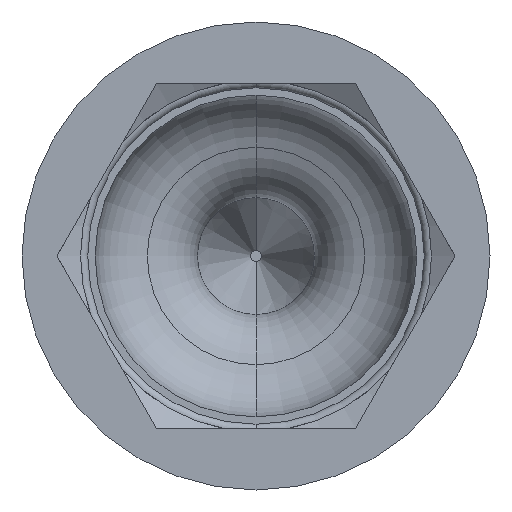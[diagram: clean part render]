
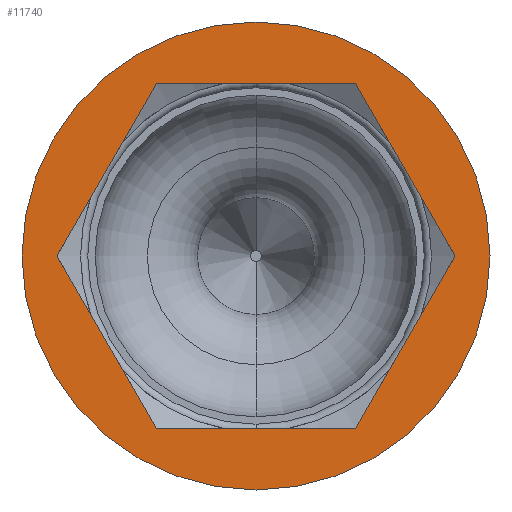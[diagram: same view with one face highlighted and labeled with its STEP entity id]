
A CAD part, front view. The second image highlights one B-rep face of the part: STEP entity #11740.
In plain terms, the highlighted planar face has unit normal (0, -1, 0).
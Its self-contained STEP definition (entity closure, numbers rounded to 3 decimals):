
#209 = AXIS2_PLACEMENT_3D ( 'NONE', #7535, #5140, #12912 ) ;
#261 = EDGE_CURVE ( 'NONE', #4874, #288, #11371, .T. ) ;
#266 = CIRCLE ( 'NONE', #10621, 13.6 ) ;
#288 = VERTEX_POINT ( 'NONE', #7763 ) ;
#403 = CIRCLE ( 'NONE', #209, 13.6 ) ;
#434 = DIRECTION ( 'NONE',  ( 0., 0., 1. ) ) ;
#481 = DIRECTION ( 'NONE',  ( 0., 1., 0. ) ) ;
#564 = AXIS2_PLACEMENT_3D ( 'NONE', #4202, #10750, #14139 ) ;
#726 = CARTESIAN_POINT ( 'NONE',  ( -6.762, 0., -11.8 ) ) ;
#835 = EDGE_CURVE ( 'NONE', #7294, #7140, #11879, .T. ) ;
#1016 = CIRCLE ( 'NONE', #8756, 13.6 ) ;
#1029 = DIRECTION ( 'NONE',  ( 0., 0., 1. ) ) ;
#1054 = CIRCLE ( 'NONE', #12089, 13.6 ) ;
#1132 = CARTESIAN_POINT ( 'NONE',  ( -6.813, 0., 11.8 ) ) ;
#1136 = ORIENTED_EDGE ( 'NONE', *, *, #11402, .F. ) ;
#1349 = CARTESIAN_POINT ( 'NONE',  ( -13.625, 0., 0. ) ) ;
#1463 = CARTESIAN_POINT ( 'NONE',  ( 13.6, 0., 0. ) ) ;
#1475 = CARTESIAN_POINT ( 'NONE',  ( 6.762, 0., 11.8 ) ) ;
#1660 = DIRECTION ( 'NONE',  ( 0., 1., 0. ) ) ;
#1737 = LINE ( 'NONE', #14161, #13195 ) ;
#2050 = EDGE_CURVE ( 'NONE', #12961, #9787, #4079, .T. ) ;
#2077 = ORIENTED_EDGE ( 'NONE', *, *, #9793, .F. ) ;
#2111 = ORIENTED_EDGE ( 'NONE', *, *, #3624, .T. ) ;
#2365 = VECTOR ( 'NONE', #5408, 1000. ) ;
#2728 = DIRECTION ( 'NONE',  ( 0., 0., 1. ) ) ;
#3155 = DIRECTION ( 'NONE',  ( 0., 1., 0. ) ) ;
#3194 = CARTESIAN_POINT ( 'NONE',  ( 6.813, 0., -11.8 ) ) ;
#3624 = EDGE_CURVE ( 'NONE', #9955, #7140, #403, .T. ) ;
#3685 = VECTOR ( 'NONE', #7137, 1000. ) ;
#3968 = EDGE_CURVE ( 'NONE', #8301, #10127, #6290, .T. ) ;
#4009 = CARTESIAN_POINT ( 'NONE',  ( -6.838, 0., -11.756 ) ) ;
#4079 = LINE ( 'NONE', #1349, #5112 ) ;
#4202 = CARTESIAN_POINT ( 'NONE',  ( 0., 0., 0. ) ) ;
#4347 = ORIENTED_EDGE ( 'NONE', *, *, #10082, .T. ) ;
#4603 = ORIENTED_EDGE ( 'NONE', *, *, #10345, .F. ) ;
#4835 = CARTESIAN_POINT ( 'NONE',  ( 0., 0., 0. ) ) ;
#4846 = LINE ( 'NONE', #6577, #11107 ) ;
#4874 = VERTEX_POINT ( 'NONE', #6376 ) ;
#4886 = AXIS2_PLACEMENT_3D ( 'NONE', #11668, #11622, #7184 ) ;
#4898 = DIRECTION ( 'NONE',  ( 0., 1., 0. ) ) ;
#5093 = ORIENTED_EDGE ( 'NONE', *, *, #835, .F. ) ;
#5097 = ORIENTED_EDGE ( 'NONE', *, *, #5626, .T. ) ;
#5112 = VECTOR ( 'NONE', #11407, 1000. ) ;
#5140 = DIRECTION ( 'NONE',  ( 0., 1., 0. ) ) ;
#5204 = CIRCLE ( 'NONE', #6872, 13.6 ) ;
#5315 = ORIENTED_EDGE ( 'NONE', *, *, #2050, .F. ) ;
#5329 = ORIENTED_EDGE ( 'NONE', *, *, #13824, .T. ) ;
#5350 = FACE_OUTER_BOUND ( 'NONE', #14117, .T. ) ;
#5408 = DIRECTION ( 'NONE',  ( 0.5, 0., 0.866 ) ) ;
#5466 = CARTESIAN_POINT ( 'NONE',  ( 0., 0., 0. ) ) ;
#5472 = DIRECTION ( 'NONE',  ( -0.5, 0., -0.866 ) ) ;
#5626 = EDGE_CURVE ( 'NONE', #12961, #288, #266, .T. ) ;
#5635 = CARTESIAN_POINT ( 'NONE',  ( 6.762, 0., -11.8 ) ) ;
#5712 = FACE_BOUND ( 'NONE', #13250, .T. ) ;
#5915 = CARTESIAN_POINT ( 'NONE',  ( 6.813, 0., 11.8 ) ) ;
#6104 = DIRECTION ( 'NONE',  ( 0., 0., 1. ) ) ;
#6290 = LINE ( 'NONE', #5915, #3685 ) ;
#6376 = CARTESIAN_POINT ( 'NONE',  ( -6.838, 0., 11.756 ) ) ;
#6416 = CARTESIAN_POINT ( 'NONE',  ( 6.838, 0., -11.756 ) ) ;
#6577 = CARTESIAN_POINT ( 'NONE',  ( 13.625, 0., 0. ) ) ;
#6872 = AXIS2_PLACEMENT_3D ( 'NONE', #13876, #1660, #6104 ) ;
#7088 = CIRCLE ( 'NONE', #10408, 16. ) ;
#7137 = DIRECTION ( 'NONE',  ( -1., 0., 0. ) ) ;
#7140 = VERTEX_POINT ( 'NONE', #10387 ) ;
#7184 = DIRECTION ( 'NONE',  ( 0., 0., 1. ) ) ;
#7266 = CARTESIAN_POINT ( 'NONE',  ( 0., 0., -16. ) ) ;
#7294 = VERTEX_POINT ( 'NONE', #6416 ) ;
#7535 = CARTESIAN_POINT ( 'NONE',  ( 0., 0., 0. ) ) ;
#7763 = CARTESIAN_POINT ( 'NONE',  ( -13.6, 0., 0.044 ) ) ;
#7766 = CARTESIAN_POINT ( 'NONE',  ( 0., 0., 0. ) ) ;
#8103 = PLANE ( 'NONE',  #10792 ) ;
#8197 = CARTESIAN_POINT ( 'NONE',  ( 6.838, 0., 11.756 ) ) ;
#8264 = VECTOR ( 'NONE', #5472, 1000. ) ;
#8301 = VERTEX_POINT ( 'NONE', #1475 ) ;
#8312 = EDGE_CURVE ( 'NONE', #8301, #13779, #5204, .T. ) ;
#8549 = CARTESIAN_POINT ( 'NONE',  ( 0., 0., 0. ) ) ;
#8743 = CARTESIAN_POINT ( 'NONE',  ( 0., 0., 16. ) ) ;
#8756 = AXIS2_PLACEMENT_3D ( 'NONE', #7766, #3155, #1029 ) ;
#9360 = CIRCLE ( 'NONE', #564, 16. ) ;
#9655 = ORIENTED_EDGE ( 'NONE', *, *, #8312, .T. ) ;
#9787 = VERTEX_POINT ( 'NONE', #4009 ) ;
#9793 = EDGE_CURVE ( 'NONE', #10136, #10450, #9360, .T. ) ;
#9941 = ORIENTED_EDGE ( 'NONE', *, *, #11057, .F. ) ;
#9955 = VERTEX_POINT ( 'NONE', #11728 ) ;
#10082 = EDGE_CURVE ( 'NONE', #11865, #9787, #1016, .T. ) ;
#10127 = VERTEX_POINT ( 'NONE', #10130 ) ;
#10130 = CARTESIAN_POINT ( 'NONE',  ( -6.762, 0., 11.8 ) ) ;
#10136 = VERTEX_POINT ( 'NONE', #8743 ) ;
#10345 = EDGE_CURVE ( 'NONE', #10450, #10136, #7088, .T. ) ;
#10387 = CARTESIAN_POINT ( 'NONE',  ( 13.6, 0., -0.044 ) ) ;
#10408 = AXIS2_PLACEMENT_3D ( 'NONE', #4835, #11523, #13766 ) ;
#10450 = VERTEX_POINT ( 'NONE', #7266 ) ;
#10621 = AXIS2_PLACEMENT_3D ( 'NONE', #5466, #11954, #13241 ) ;
#10750 = DIRECTION ( 'NONE',  ( 0., 1., 0. ) ) ;
#10792 = AXIS2_PLACEMENT_3D ( 'NONE', #1463, #481, #434 ) ;
#11014 = ORIENTED_EDGE ( 'NONE', *, *, #3968, .F. ) ;
#11057 = EDGE_CURVE ( 'NONE', #9955, #13779, #4846, .T. ) ;
#11107 = VECTOR ( 'NONE', #13415, 1000. ) ;
#11371 = LINE ( 'NONE', #1132, #8264 ) ;
#11402 = EDGE_CURVE ( 'NONE', #11865, #11632, #1737, .T. ) ;
#11407 = DIRECTION ( 'NONE',  ( 0.5, 0., -0.866 ) ) ;
#11452 = ORIENTED_EDGE ( 'NONE', *, *, #261, .F. ) ;
#11467 = EDGE_CURVE ( 'NONE', #4874, #10127, #1054, .T. ) ;
#11523 = DIRECTION ( 'NONE',  ( 0., 1., 0. ) ) ;
#11622 = DIRECTION ( 'NONE',  ( 0., 1., 0. ) ) ;
#11632 = VERTEX_POINT ( 'NONE', #5635 ) ;
#11668 = CARTESIAN_POINT ( 'NONE',  ( 0., 0., 0. ) ) ;
#11728 = CARTESIAN_POINT ( 'NONE',  ( 13.6, 0., 0.044 ) ) ;
#11740 = ADVANCED_FACE ( 'NONE', ( #5350, #5712 ), #8103, .F. ) ;
#11865 = VERTEX_POINT ( 'NONE', #726 ) ;
#11879 = LINE ( 'NONE', #3194, #2365 ) ;
#11954 = DIRECTION ( 'NONE',  ( 0., 1., 0. ) ) ;
#12089 = AXIS2_PLACEMENT_3D ( 'NONE', #8549, #4898, #2728 ) ;
#12912 = DIRECTION ( 'NONE',  ( 0., 0., 1. ) ) ;
#12961 = VERTEX_POINT ( 'NONE', #13843 ) ;
#13097 = ORIENTED_EDGE ( 'NONE', *, *, #11467, .T. ) ;
#13195 = VECTOR ( 'NONE', #13829, 1000. ) ;
#13241 = DIRECTION ( 'NONE',  ( 0., 0., 1. ) ) ;
#13250 = EDGE_LOOP ( 'NONE', ( #2111, #5093, #5329, #1136, #4347, #5315, #5097, #11452, #13097, #11014, #9655, #9941 ) ) ;
#13415 = DIRECTION ( 'NONE',  ( -0.5, 0., 0.866 ) ) ;
#13679 = CIRCLE ( 'NONE', #4886, 13.6 ) ;
#13766 = DIRECTION ( 'NONE',  ( 0., 0., 1. ) ) ;
#13779 = VERTEX_POINT ( 'NONE', #8197 ) ;
#13824 = EDGE_CURVE ( 'NONE', #7294, #11632, #13679, .T. ) ;
#13829 = DIRECTION ( 'NONE',  ( 1., 0., 0. ) ) ;
#13843 = CARTESIAN_POINT ( 'NONE',  ( -13.6, 0., -0.044 ) ) ;
#13876 = CARTESIAN_POINT ( 'NONE',  ( 0., 0., 0. ) ) ;
#14117 = EDGE_LOOP ( 'NONE', ( #2077, #4603 ) ) ;
#14139 = DIRECTION ( 'NONE',  ( 0., 0., 1. ) ) ;
#14161 = CARTESIAN_POINT ( 'NONE',  ( -6.813, 0., -11.8 ) ) ;
